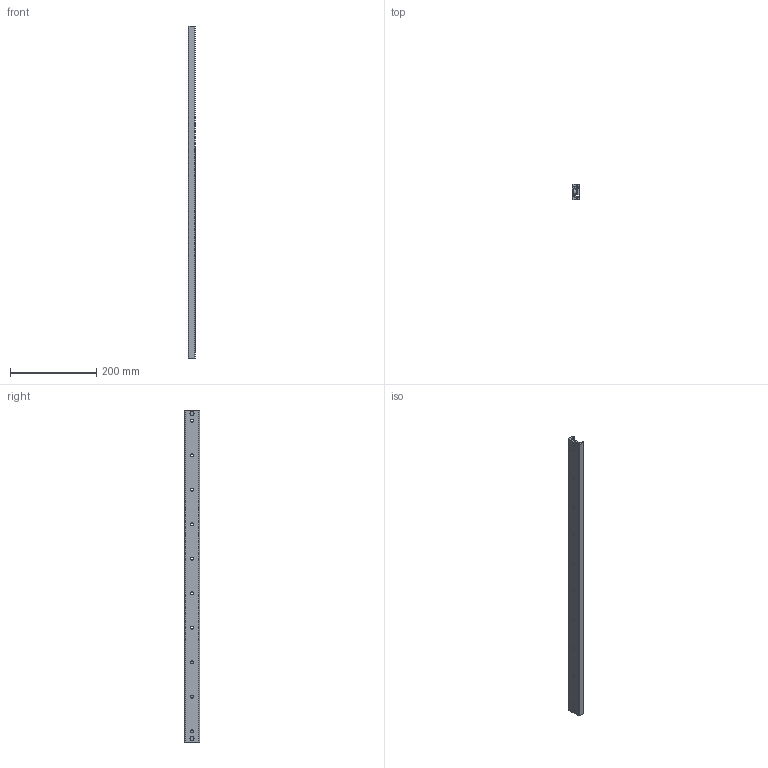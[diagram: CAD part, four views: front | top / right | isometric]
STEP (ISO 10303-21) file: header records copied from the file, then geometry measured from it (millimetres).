
FILE_DESCRIPTION((''),'2;1');
FILE_NAME('LCE 35-0770-0210.stp','2011-02-28T14:14:41',('MKoza'),(''),'Autodesk Inventor 2009','Autodesk Inventor 2009','');
FILE_SCHEMA(('AUTOMOTIVE_DESIGN { 1 0 10303 214 1 1 1 1 }'));
Length unit declared in the file: millimetre
Products named in the file (5): LCE 35; LLO 35; KF.LCE 35; + SC M10x0,75x3,2
Assembly tree (5 placements, depth 2):
  LCE 35
    LCE 35
    LLO 35
    KF.LCE 35
    + SC M10x0,75x3,2  x2
Bounding box: 17 x 35 x 770 mm (x, y, z)
Volume: 220423.1 mm3; surface area: 151341.9 mm2
Topology: 5 solids, 5 shells, 148 faces, 400 edges, 264 vertices
Faces by surface type: plane 67, cylinder 39, bspline 34, torus 6, cone 2
Full cylindrical faces by diameter (mm): 10 x2, 12 x2
Entity records: 4795 total; most frequent: CARTESIAN_POINT 1347, DIRECTION 672, ORIENTED_EDGE 652, EDGE_CURVE 326, AXIS2_PLACEMENT_3D 243, VERTEX_POINT 238, EDGE_LOOP 216, VECTOR 186
